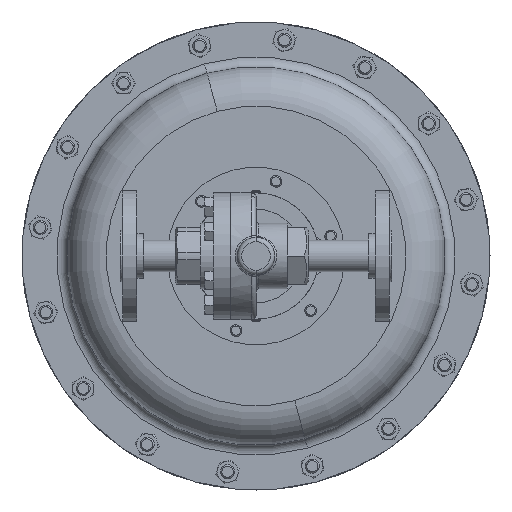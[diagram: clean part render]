
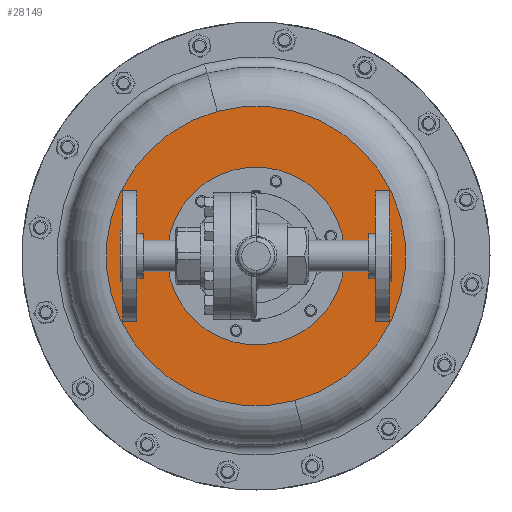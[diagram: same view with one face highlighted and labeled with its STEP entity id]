
A CAD part, front view. The second image highlights one B-rep face of the part: STEP entity #28149.
In plain terms, the highlighted planar face has unit normal (0, -1, 0).
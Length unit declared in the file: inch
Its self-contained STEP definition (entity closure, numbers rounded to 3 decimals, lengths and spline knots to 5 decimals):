
#365 = ORIENTED_EDGE ( 'NONE', *, *, #28322, .T. ) ;
#553 = CARTESIAN_POINT ( 'NONE',  ( 3.19475, 9.34683, 4.83729 ) ) ;
#997 = VERTEX_POINT ( 'NONE', #13884 ) ;
#1087 = CARTESIAN_POINT ( 'NONE',  ( 1.51538, 9.34683, 3.15791 ) ) ;
#2760 = CARTESIAN_POINT ( 'NONE',  ( 5.37908, 9.34683, 4.19319 ) ) ;
#2980 = EDGE_CURVE ( 'NONE', #14170, #9704, #10946, .T. ) ;
#2981 = ORIENTED_EDGE ( 'NONE', *, *, #25160, .T. ) ;
#3247 = AXIS2_PLACEMENT_3D ( 'NONE', #23365, #7650, #21100 ) ;
#3283 = CARTESIAN_POINT ( 'NONE',  ( 1.51538, 9.34683, 3.15791 ) ) ;
#3354 = DIRECTION ( 'NONE',  ( 0.707, 0., 0.707 ) ) ;
#4923 = PLANE ( 'NONE',  #23250 ) ;
#5019 = DIRECTION ( 'NONE',  ( 0., -1., 0. ) ) ;
#5034 = ORIENTED_EDGE ( 'NONE', *, *, #26452, .F. ) ;
#5533 = DIRECTION ( 'NONE',  ( -0.259, 0., 0.966 ) ) ;
#6167 = DIRECTION ( 'NONE',  ( 0., 1., 0. ) ) ;
#7635 = AXIS2_PLACEMENT_3D ( 'NONE', #1087, #16764, #3354 ) ;
#7650 = DIRECTION ( 'NONE',  ( 0., 1., 0. ) ) ;
#9693 = CIRCLE ( 'NONE', #7635, 2.375 ) ;
#9704 = VERTEX_POINT ( 'NONE', #12318 ) ;
#10500 = VERTEX_POINT ( 'NONE', #553 ) ;
#10516 = CARTESIAN_POINT ( 'NONE',  ( 2.55065, 9.34683, -0.70579 ) ) ;
#10946 = CIRCLE ( 'NONE', #3247, 4. ) ;
#11398 = EDGE_LOOP ( 'NONE', ( #365, #2981 ) ) ;
#12318 = CARTESIAN_POINT ( 'NONE',  ( 0.4801, 9.34683, 7.02162 ) ) ;
#13884 = CARTESIAN_POINT ( 'NONE',  ( -0.164, 9.34683, 1.47853 ) ) ;
#14170 = VERTEX_POINT ( 'NONE', #10516 ) ;
#16764 = DIRECTION ( 'NONE',  ( 0., 1., 0. ) ) ;
#18967 = DIRECTION ( 'NONE',  ( 0., 1., 0. ) ) ;
#19597 = CARTESIAN_POINT ( 'NONE',  ( 1.51538, 9.34683, 3.15791 ) ) ;
#20573 = AXIS2_PLACEMENT_3D ( 'NONE', #3283, #18967, #5533 ) ;
#20710 = DIRECTION ( 'NONE',  ( 0.259, 0., -0.966 ) ) ;
#21100 = DIRECTION ( 'NONE',  ( -0.259, 0., 0.966 ) ) ;
#21860 = DIRECTION ( 'NONE',  ( 0.707, 0., 0.707 ) ) ;
#22992 = EDGE_LOOP ( 'NONE', ( #5034, #26695 ) ) ;
#23250 = AXIS2_PLACEMENT_3D ( 'NONE', #2760, #5019, #20710 ) ;
#23365 = CARTESIAN_POINT ( 'NONE',  ( 1.51538, 9.34683, 3.15791 ) ) ;
#24880 = AXIS2_PLACEMENT_3D ( 'NONE', #19597, #6167, #21860 ) ;
#25160 = EDGE_CURVE ( 'NONE', #10500, #997, #27834, .T. ) ;
#25322 = CIRCLE ( 'NONE', #20573, 4. ) ;
#26452 = EDGE_CURVE ( 'NONE', #9704, #14170, #25322, .T. ) ;
#26695 = ORIENTED_EDGE ( 'NONE', *, *, #2980, .F. ) ;
#27834 = CIRCLE ( 'NONE', #24880, 2.375 ) ;
#28149 = ADVANCED_FACE ( 'NONE', ( #29015, #28305 ), #4923, .T. ) ;
#28305 = FACE_BOUND ( 'NONE', #11398, .T. ) ;
#28322 = EDGE_CURVE ( 'NONE', #997, #10500, #9693, .T. ) ;
#29015 = FACE_OUTER_BOUND ( 'NONE', #22992, .T. ) ;
